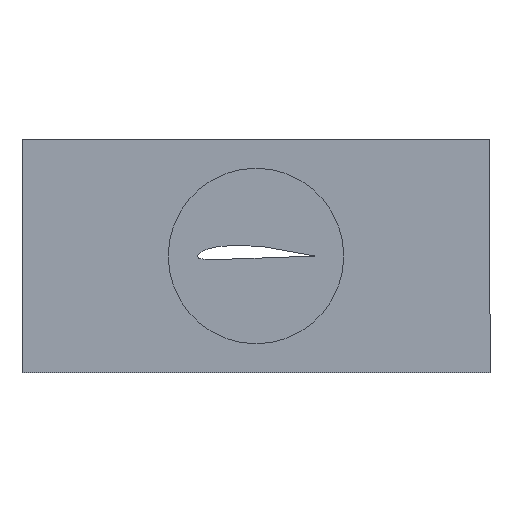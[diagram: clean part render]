
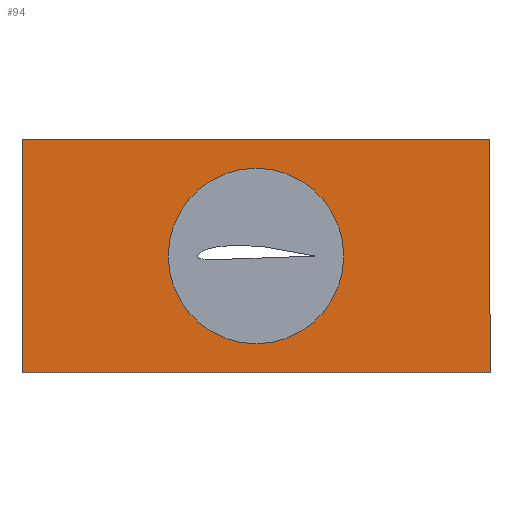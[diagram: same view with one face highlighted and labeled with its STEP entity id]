
A CAD part, top view. The second image highlights one B-rep face of the part: STEP entity #94.
In plain terms, the highlighted planar face has unit normal (0, 0, 1).
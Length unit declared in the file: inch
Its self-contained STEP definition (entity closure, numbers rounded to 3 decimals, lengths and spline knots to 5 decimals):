
#4 = CARTESIAN_POINT ( 'NONE',  ( 2.5, 1., 0. ) ) ;
#16 = DIRECTION ( 'NONE',  ( 1., 0., 0. ) ) ;
#23 = ORIENTED_EDGE ( 'NONE', *, *, #46, .F. ) ;
#24 = ORIENTED_EDGE ( 'NONE', *, *, #255, .T. ) ;
#26 = CARTESIAN_POINT ( 'NONE',  ( 2.5, 1., 0. ) ) ;
#30 = CARTESIAN_POINT ( 'NONE',  ( -1.5, 1., 0. ) ) ;
#33 = CIRCLE ( 'NONE', #86, 0.75 ) ;
#41 = CARTESIAN_POINT ( 'NONE',  ( 0.5, 0., 0. ) ) ;
#45 = VERTEX_POINT ( 'NONE', #257 ) ;
#46 = EDGE_CURVE ( 'NONE', #45, #213, #33, .T. ) ;
#56 = EDGE_CURVE ( 'NONE', #96, #139, #253, .T. ) ;
#65 = DIRECTION ( 'NONE',  ( 0., 0., 1. ) ) ;
#69 = ORIENTED_EDGE ( 'NONE', *, *, #264, .T. ) ;
#83 = EDGE_CURVE ( 'NONE', #213, #45, #206, .T. ) ;
#86 = AXIS2_PLACEMENT_3D ( 'NONE', #41, #135, #280 ) ;
#87 = FACE_OUTER_BOUND ( 'NONE', #285, .T. ) ;
#93 = EDGE_LOOP ( 'NONE', ( #261, #23 ) ) ;
#94 = ADVANCED_FACE ( 'NONE', ( #205, #87 ), #279, .T. ) ;
#96 = VERTEX_POINT ( 'NONE', #230 ) ;
#100 = CARTESIAN_POINT ( 'NONE',  ( 2.5, -1., 0. ) ) ;
#105 = LINE ( 'NONE', #289, #154 ) ;
#109 = EDGE_CURVE ( 'NONE', #166, #96, #105, .T. ) ;
#112 = CARTESIAN_POINT ( 'NONE',  ( -1.5, -1., 0. ) ) ;
#123 = DIRECTION ( 'NONE',  ( 0., -1., 0. ) ) ;
#135 = DIRECTION ( 'NONE',  ( 0., 0., 1. ) ) ;
#139 = VERTEX_POINT ( 'NONE', #100 ) ;
#141 = LINE ( 'NONE', #175, #181 ) ;
#154 = VECTOR ( 'NONE', #123, 39.37008 ) ;
#159 = DIRECTION ( 'NONE',  ( 1., 0., 0. ) ) ;
#160 = DIRECTION ( 'NONE',  ( 0., 0., 1. ) ) ;
#166 = VERTEX_POINT ( 'NONE', #30 ) ;
#175 = CARTESIAN_POINT ( 'NONE',  ( -1.5, 1., 0. ) ) ;
#181 = VECTOR ( 'NONE', #240, 39.37008 ) ;
#183 = DIRECTION ( 'NONE',  ( 1., 0., 0. ) ) ;
#193 = DIRECTION ( 'NONE',  ( 0., 1., 0. ) ) ;
#205 = FACE_BOUND ( 'NONE', #93, .T. ) ;
#206 = CIRCLE ( 'NONE', #262, 0.75 ) ;
#207 = CARTESIAN_POINT ( 'NONE',  ( 0., 0., 0. ) ) ;
#213 = VERTEX_POINT ( 'NONE', #293 ) ;
#216 = LINE ( 'NONE', #4, #236 ) ;
#230 = CARTESIAN_POINT ( 'NONE',  ( -1.5, -1., 0. ) ) ;
#236 = VECTOR ( 'NONE', #193, 39.37008 ) ;
#237 = ORIENTED_EDGE ( 'NONE', *, *, #109, .T. ) ;
#239 = ORIENTED_EDGE ( 'NONE', *, *, #56, .T. ) ;
#240 = DIRECTION ( 'NONE',  ( -1., 0., 0. ) ) ;
#253 = LINE ( 'NONE', #112, #290 ) ;
#255 = EDGE_CURVE ( 'NONE', #263, #166, #141, .T. ) ;
#257 = CARTESIAN_POINT ( 'NONE',  ( -0.25, 0., 0. ) ) ;
#261 = ORIENTED_EDGE ( 'NONE', *, *, #83, .F. ) ;
#262 = AXIS2_PLACEMENT_3D ( 'NONE', #302, #65, #16 ) ;
#263 = VERTEX_POINT ( 'NONE', #26 ) ;
#264 = EDGE_CURVE ( 'NONE', #139, #263, #216, .T. ) ;
#279 = PLANE ( 'NONE',  #303 ) ;
#280 = DIRECTION ( 'NONE',  ( 1., 0., 0. ) ) ;
#285 = EDGE_LOOP ( 'NONE', ( #237, #239, #69, #24 ) ) ;
#289 = CARTESIAN_POINT ( 'NONE',  ( -1.5, 1., 0. ) ) ;
#290 = VECTOR ( 'NONE', #183, 39.37008 ) ;
#293 = CARTESIAN_POINT ( 'NONE',  ( 1.25, 0., 0. ) ) ;
#302 = CARTESIAN_POINT ( 'NONE',  ( 0.5, 0., 0. ) ) ;
#303 = AXIS2_PLACEMENT_3D ( 'NONE', #207, #160, #159 ) ;
